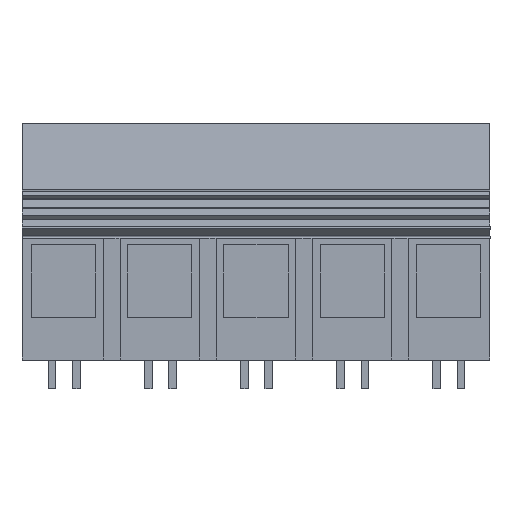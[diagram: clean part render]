
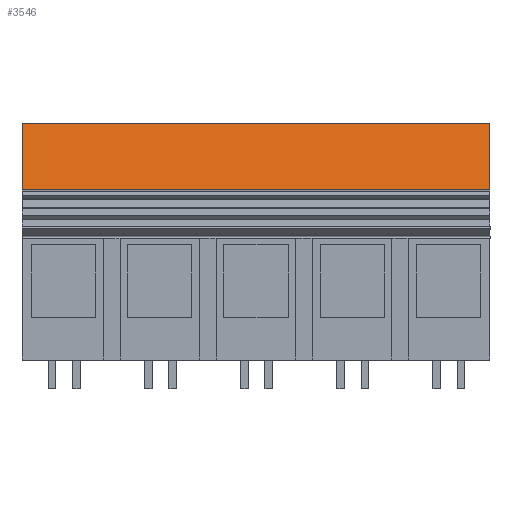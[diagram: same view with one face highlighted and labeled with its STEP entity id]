
A CAD part, front view. The second image highlights one B-rep face of the part: STEP entity #3546.
In plain terms, the highlighted planar face has unit normal (0, -0.985, 0.174).
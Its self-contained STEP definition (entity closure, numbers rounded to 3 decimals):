
#3526=AXIS2_PLACEMENT_3D('Plane Axis2P3D',#3523,#3524,#3525) ;
#2542=CARTESIAN_POINT('Vertex',(0.,8.164,31.099)) ;
#2545=CARTESIAN_POINT('Line Origine',(0.,9.076,36.275)) ;
#2549=CARTESIAN_POINT('Vertex',(0.,9.989,41.45)) ;
#3508=CARTESIAN_POINT('Vertex',(73.,8.164,31.099)) ;
#3511=CARTESIAN_POINT('Line Origine',(36.5,8.164,31.099)) ;
#3523=CARTESIAN_POINT('Axis2P3D Location',(15.,8.164,31.099)) ;
#3528=CARTESIAN_POINT('Line Origine',(73.,9.076,36.275)) ;
#3532=CARTESIAN_POINT('Vertex',(73.,9.989,41.45)) ;
#3535=CARTESIAN_POINT('Line Origine',(36.5,9.989,41.45)) ;
#2546=DIRECTION('Vector Direction',(0.,0.174,0.985)) ;
#3512=DIRECTION('Vector Direction',(1.,0.,0.)) ;
#3524=DIRECTION('Axis2P3D Direction',(0.,0.985,-0.174)) ;
#3525=DIRECTION('Axis2P3D XDirection',(0.,0.174,0.985)) ;
#3529=DIRECTION('Vector Direction',(0.,0.174,0.985)) ;
#3536=DIRECTION('Vector Direction',(1.,0.,0.)) ;
#2547=VECTOR('Line Direction',#2546,1.) ;
#3513=VECTOR('Line Direction',#3512,1.) ;
#3530=VECTOR('Line Direction',#3529,1.) ;
#3537=VECTOR('Line Direction',#3536,1.) ;
#3541=ORIENTED_EDGE('',*,*,#3515,.T.) ;
#3542=ORIENTED_EDGE('',*,*,#3534,.T.) ;
#3543=ORIENTED_EDGE('',*,*,#3539,.F.) ;
#3544=ORIENTED_EDGE('',*,*,#2551,.F.) ;
#3546=ADVANCED_FACE('HOUSING',(#3545),#3527,.F.) ;
#2551=EDGE_CURVE('',#2543,#2550,#2548,.T.) ;
#3515=EDGE_CURVE('',#2543,#3509,#3514,.T.) ;
#3534=EDGE_CURVE('',#3509,#3533,#3531,.T.) ;
#3539=EDGE_CURVE('',#2550,#3533,#3538,.T.) ;
#3540=EDGE_LOOP('',(#3541,#3542,#3543,#3544)) ;
#3545=FACE_OUTER_BOUND('',#3540,.T.) ;
#2548=LINE('Line',#2545,#2547) ;
#3514=LINE('Line',#3511,#3513) ;
#3531=LINE('Line',#3528,#3530) ;
#3538=LINE('Line',#3535,#3537) ;
#3527=PLANE('',#3526) ;
#2543=VERTEX_POINT('',#2542) ;
#2550=VERTEX_POINT('',#2549) ;
#3509=VERTEX_POINT('',#3508) ;
#3533=VERTEX_POINT('',#3532) ;
